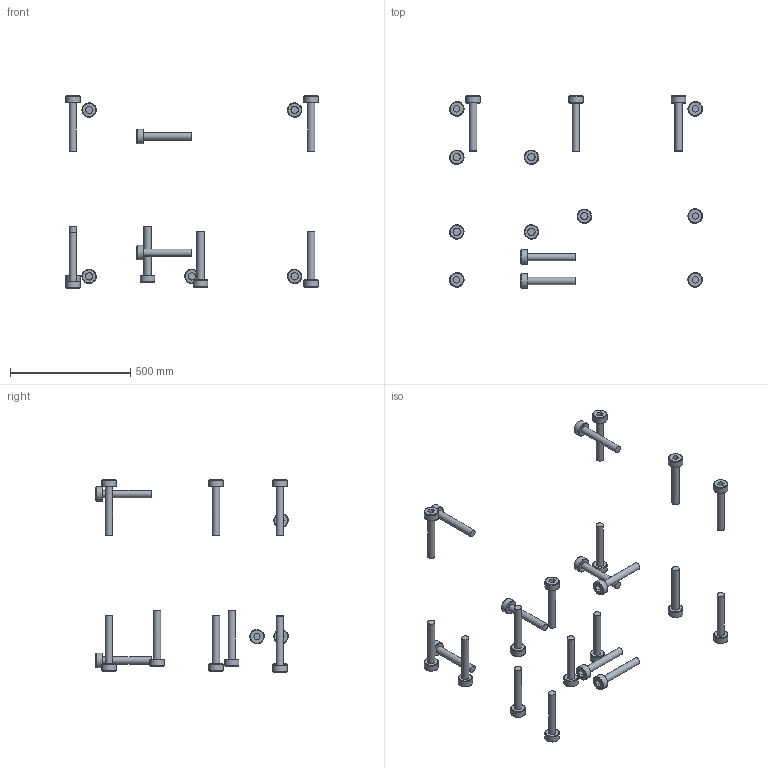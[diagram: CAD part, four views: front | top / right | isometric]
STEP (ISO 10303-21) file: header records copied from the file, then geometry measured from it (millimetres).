
FILE_DESCRIPTION(/* description */ (''),/* implementation_level */ '2;1');
FILE_NAME(/* name */ 'E-TKT_024-mechanic_m3_screw_ISO4762-M3x20',/* time_stamp */ '2023-04-19T16:06:48-03:00',/* author */ (''),/* organization */ (''),/* preprocessor_version */ 'ST-DEVELOPER v16.5',/* originating_system */ '',/* authorisation */ '');
FILE_SCHEMA (('AUTOMOTIVE_DESIGN'));
Length unit declared in the file: centimetre
Products named in the file (1): Document
Bounding box: 1049.99 x 799.97 x 800 mm (x, y, z)
Volume: 4929770.1 mm3; surface area: 721585.1 mm2
Topology: 23 solids, 23 shells, 322 faces, 644 edges, 414 vertices
Faces by surface type: plane 230, bspline 92
Entity records: 9386 total; most frequent: CARTESIAN_POINT 4556, ORIENTED_EDGE 1288, EDGE_CURVE 644, B_SPLINE_CURVE_WITH_KNOTS 460, VERTEX_POINT 414, EDGE_LOOP 368, ADVANCED_FACE 322, FACE_OUTER_BOUND 322
